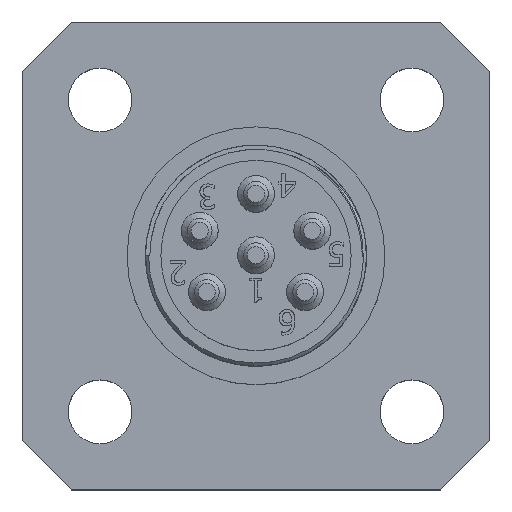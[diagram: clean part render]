
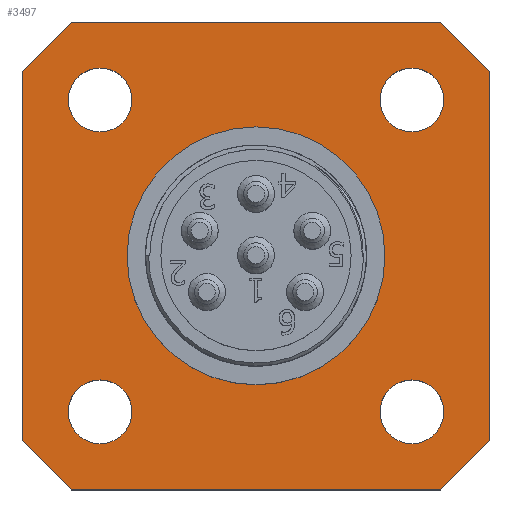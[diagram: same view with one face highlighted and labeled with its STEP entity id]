
A CAD part, top view. The second image highlights one B-rep face of the part: STEP entity #3497.
In plain terms, the highlighted planar face has unit normal (0, 0, 1).
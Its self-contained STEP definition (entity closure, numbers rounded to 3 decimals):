
#130=CIRCLE($,#3696,2.6);
#131=CIRCLE($,#3698,2.6);
#132=CIRCLE($,#3700,2.6);
#133=CIRCLE($,#3702,2.6);
#135=CIRCLE($,#3707,10.5);
#429=FACE_BOUND($,#912,.T.);
#430=FACE_BOUND($,#913,.T.);
#431=FACE_BOUND($,#914,.T.);
#432=FACE_BOUND($,#915,.T.);
#433=FACE_BOUND($,#916,.T.);
#628=FACE_OUTER_BOUND($,#911,.T.);
#911=EDGE_LOOP($,(#3032,#3033,#3034,#3035,#3036,#3037,#3038,#3039));
#912=EDGE_LOOP($,(#3040));
#913=EDGE_LOOP($,(#3041));
#914=EDGE_LOOP($,(#3042));
#915=EDGE_LOOP($,(#3043));
#916=EDGE_LOOP($,(#3044));
#1128=LINE($,#6598,#1363);
#1134=LINE($,#6609,#1369);
#1142=LINE($,#6635,#1377);
#1144=LINE($,#6639,#1379);
#1146=LINE($,#6644,#1381);
#1148=LINE($,#6648,#1383);
#1150=LINE($,#6651,#1385);
#1151=LINE($,#6755,#1386);
#1363=VECTOR($,#4178,5.657);
#1369=VECTOR($,#4186,30.1);
#1377=VECTOR($,#4208,5.657);
#1379=VECTOR($,#4212,30.1);
#1381=VECTOR($,#4216,5.657);
#1383=VECTOR($,#4220,30.1);
#1385=VECTOR($,#4224,5.657);
#1386=VECTOR($,#4365,30.1);
#1653=VERTEX_POINT($,#6596);
#1654=VERTEX_POINT($,#6597);
#1658=VERTEX_POINT($,#6607);
#1669=VERTEX_POINT($,#6633);
#1670=VERTEX_POINT($,#6637);
#1671=VERTEX_POINT($,#6641);
#1672=VERTEX_POINT($,#6643);
#1673=VERTEX_POINT($,#6647);
#1701=VERTEX_POINT($,#6735);
#1702=VERTEX_POINT($,#6738);
#1703=VERTEX_POINT($,#6741);
#1704=VERTEX_POINT($,#6744);
#1706=VERTEX_POINT($,#6751);
#2091=EDGE_CURVE($,#1653,#1654,#1128,.T.);
#2097=EDGE_CURVE($,#1658,#1653,#1134,.T.);
#2110=EDGE_CURVE($,#1669,#1658,#1142,.T.);
#2112=EDGE_CURVE($,#1670,#1669,#1144,.T.);
#2114=EDGE_CURVE($,#1671,#1672,#1146,.T.);
#2116=EDGE_CURVE($,#1672,#1673,#1148,.T.);
#2118=EDGE_CURVE($,#1673,#1670,#1150,.T.);
#2146=EDGE_CURVE($,#1701,#1701,#130,.T.);
#2147=EDGE_CURVE($,#1702,#1702,#131,.T.);
#2148=EDGE_CURVE($,#1703,#1703,#132,.T.);
#2149=EDGE_CURVE($,#1704,#1704,#133,.T.);
#2151=EDGE_CURVE($,#1706,#1706,#135,.T.);
#2152=EDGE_CURVE($,#1654,#1671,#1151,.T.);
#3032=ORIENTED_EDGE($,*,*,#2091,.F.);
#3033=ORIENTED_EDGE($,*,*,#2097,.F.);
#3034=ORIENTED_EDGE($,*,*,#2110,.F.);
#3035=ORIENTED_EDGE($,*,*,#2112,.F.);
#3036=ORIENTED_EDGE($,*,*,#2118,.F.);
#3037=ORIENTED_EDGE($,*,*,#2116,.F.);
#3038=ORIENTED_EDGE($,*,*,#2114,.F.);
#3039=ORIENTED_EDGE($,*,*,#2152,.F.);
#3040=ORIENTED_EDGE($,*,*,#2146,.T.);
#3041=ORIENTED_EDGE($,*,*,#2147,.T.);
#3042=ORIENTED_EDGE($,*,*,#2148,.T.);
#3043=ORIENTED_EDGE($,*,*,#2149,.T.);
#3044=ORIENTED_EDGE($,*,*,#2151,.T.);
#3130=PLANE($,#3710);
#3497=ADVANCED_FACE($,(#628,#429,#430,#431,#432,#433),#3130,.T.);
#3696=AXIS2_PLACEMENT_3D($,#6736,#4337,#4338);
#3698=AXIS2_PLACEMENT_3D($,#6739,#4341,#4342);
#3700=AXIS2_PLACEMENT_3D($,#6742,#4345,#4346);
#3702=AXIS2_PLACEMENT_3D($,#6745,#4349,#4350);
#3707=AXIS2_PLACEMENT_3D($,#6752,#4359,#4360);
#3710=AXIS2_PLACEMENT_3D($,#6756,#4366,#4367);
#4178=DIRECTION($,(0.707,0.707,0.));
#4186=DIRECTION($,(0.,1.,0.));
#4208=DIRECTION($,(-0.707,0.707,0.));
#4212=DIRECTION($,(-1.,0.,0.));
#4216=DIRECTION($,(0.707,-0.707,0.));
#4220=DIRECTION($,(0.,-1.,0.));
#4224=DIRECTION($,(-0.707,-0.707,0.));
#4337=DIRECTION('center_axis',(0.,0.,-1.));
#4338=DIRECTION('ref_axis',(0.,-1.,0.));
#4341=DIRECTION('center_axis',(0.,0.,-1.));
#4342=DIRECTION('ref_axis',(-1.,0.,0.));
#4345=DIRECTION('center_axis',(0.,0.,-1.));
#4346=DIRECTION('ref_axis',(0.,1.,0.));
#4349=DIRECTION('center_axis',(0.,0.,-1.));
#4350=DIRECTION('ref_axis',(1.,0.,0.));
#4359=DIRECTION('center_axis',(0.,0.,-1.));
#4360=DIRECTION('ref_axis',(-1.,0.,0.));
#4365=DIRECTION($,(1.,0.,0.));
#4366=DIRECTION('center_axis',(0.,0.,1.));
#4367=DIRECTION('ref_axis',(1.,0.,0.));
#6596=CARTESIAN_POINT('',(-19.05,15.05,3.95));
#6597=CARTESIAN_POINT('',(-15.05,19.05,3.95));
#6598=CARTESIAN_POINT($,(-17.05,17.05,3.95));
#6607=CARTESIAN_POINT('',(-19.05,-15.05,3.95));
#6609=CARTESIAN_POINT($,(-19.05,-19.05,3.95));
#6633=CARTESIAN_POINT('',(-15.05,-19.05,3.95));
#6635=CARTESIAN_POINT($,(-17.05,-17.05,3.95));
#6637=CARTESIAN_POINT('',(15.05,-19.05,3.95));
#6639=CARTESIAN_POINT($,(19.05,-19.05,3.95));
#6641=CARTESIAN_POINT('',(15.05,19.05,3.95));
#6643=CARTESIAN_POINT('',(19.05,15.05,3.95));
#6644=CARTESIAN_POINT($,(17.05,17.05,3.95));
#6647=CARTESIAN_POINT('',(19.05,-15.05,3.95));
#6648=CARTESIAN_POINT($,(19.05,19.05,3.95));
#6651=CARTESIAN_POINT($,(17.05,-17.05,3.95));
#6735=CARTESIAN_POINT('',(12.7,10.1,3.95));
#6736=CARTESIAN_POINT('Origin',(12.7,12.7,3.95));
#6738=CARTESIAN_POINT('',(10.1,-12.7,3.95));
#6739=CARTESIAN_POINT('Origin',(12.7,-12.7,3.95));
#6741=CARTESIAN_POINT('',(-12.7,-10.1,3.95));
#6742=CARTESIAN_POINT('Origin',(-12.7,-12.7,3.95));
#6744=CARTESIAN_POINT('',(-10.1,12.7,3.95));
#6745=CARTESIAN_POINT('Origin',(-12.7,12.7,3.95));
#6751=CARTESIAN_POINT('',(10.5,0.,3.95));
#6752=CARTESIAN_POINT('Origin',(0.,0.,3.95));
#6755=CARTESIAN_POINT($,(-19.05,19.05,3.95));
#6756=CARTESIAN_POINT('Origin',(0.,0.,
3.95));
